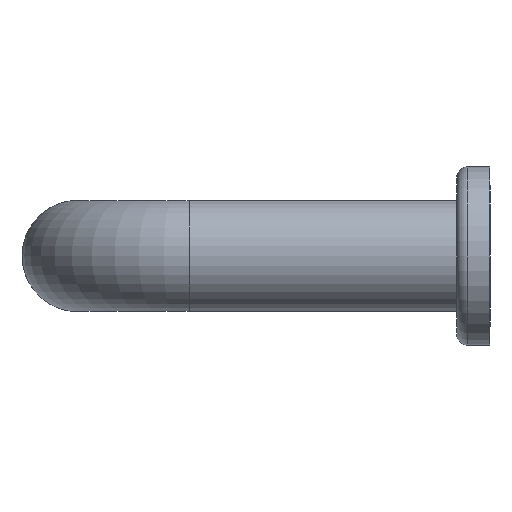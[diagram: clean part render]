
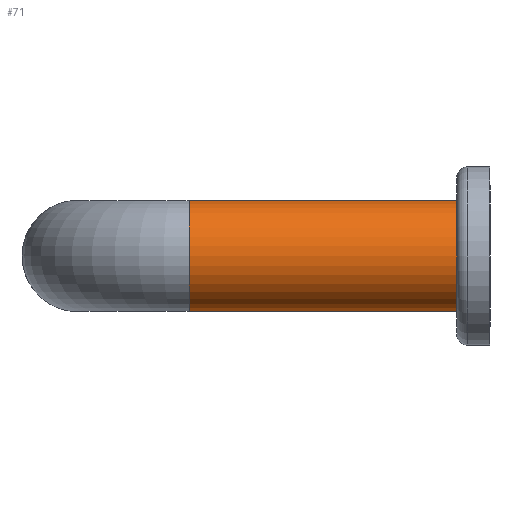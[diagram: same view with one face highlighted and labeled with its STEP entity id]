
A CAD part, left-side view. The second image highlights one B-rep face of the part: STEP entity #71.
In plain terms, the highlighted cylindrical face has radius 2.5 mm (diameter 5 mm), a full revolution.
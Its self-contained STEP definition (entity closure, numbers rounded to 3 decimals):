
#71 = ADVANCED_FACE( '', ( #160, #161 ), #162, .T. );
#160 = FACE_OUTER_BOUND( '', #267, .T. );
#161 = FACE_OUTER_BOUND( '', #268, .T. );
#162 = CYLINDRICAL_SURFACE( '', #269, 2.5 );
#267 = EDGE_LOOP( '', ( #390 ) );
#268 = EDGE_LOOP( '', ( #391 ) );
#269 = AXIS2_PLACEMENT_3D( '', #392, #393, #394 );
#390 = ORIENTED_EDGE( '', *, *, #499, .F. );
#391 = ORIENTED_EDGE( '', *, *, #504, .T. );
#392 = CARTESIAN_POINT( '', ( 2.5, 0., 0. ) );
#393 = DIRECTION( '', ( 0., 1., 0. ) );
#394 = DIRECTION( '', ( 0., 0., -1. ) );
#499 = EDGE_CURVE( '', #566, #566, #567, .T. );
#504 = EDGE_CURVE( '', #572, #572, #573, .T. );
#566 = VERTEX_POINT( '', #639 );
#567 = CIRCLE( '', #640, 2.5 );
#572 = VERTEX_POINT( '', #645 );
#573 = CIRCLE( '', #646, 2.5 );
#639 = CARTESIAN_POINT( '', ( 2.5, 1.5, -2.5 ) );
#640 = AXIS2_PLACEMENT_3D( '', #718, #719, #720 );
#645 = CARTESIAN_POINT( '', ( 2.5, 13.5, -2.5 ) );
#646 = AXIS2_PLACEMENT_3D( '', #724, #725, #726 );
#718 = CARTESIAN_POINT( '', ( 2.5, 1.5, 0. ) );
#719 = DIRECTION( '', ( 0., -1., 0. ) );
#720 = DIRECTION( '', ( 0., 0., -1. ) );
#724 = CARTESIAN_POINT( '', ( 2.5, 13.5, 0. ) );
#725 = DIRECTION( '', ( 0., -1., 0. ) );
#726 = DIRECTION( '', ( 0., 0., -1. ) );
